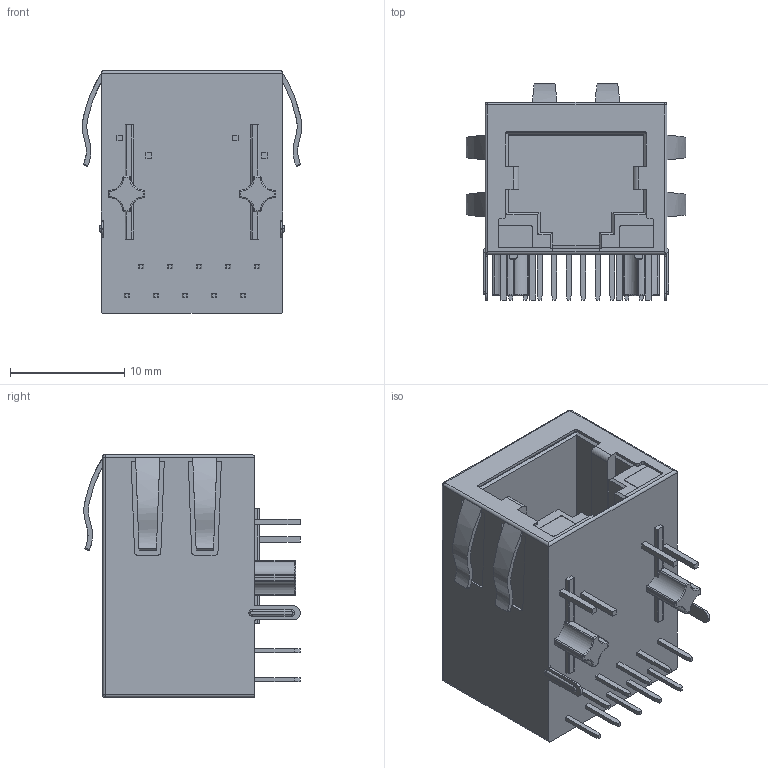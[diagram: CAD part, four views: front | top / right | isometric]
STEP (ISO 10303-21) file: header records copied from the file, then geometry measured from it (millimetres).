
FILE_DESCRIPTION (( 'STEP AP203' ), '1' );
FILE_NAME ('TMJ0277AHNL.STEP', '2024-10-14T06:24:22', ( '' ), ( '' ), 'SwSTEP 2.0', 'SolidWorks 2023', '' );
FILE_SCHEMA (( 'CONFIG_CONTROL_DESIGN' ));
Length unit declared in the file: millimetre
Products named in the file (1): TMJ0277AHNL
Bounding box: 19.22 x 18.94 x 21.25 mm (x, y, z)
Volume: 3642.5 mm3; surface area: 2552.5 mm2
Topology: 5 solids, 5 shells, 437 faces, 1297 edges, 926 vertices
Faces by surface type: plane 276, cylinder 105, sphere 20, bspline 20, torus 16
Entity records: 17970 total; most frequent: CARTESIAN_POINT 6129, ORIENTED_EDGE 2594, DIRECTION 2225, EDGE_CURVE 1297, VERTEX_POINT 926, VECTOR 897, LINE 897, AXIS2_PLACEMENT_3D 664
